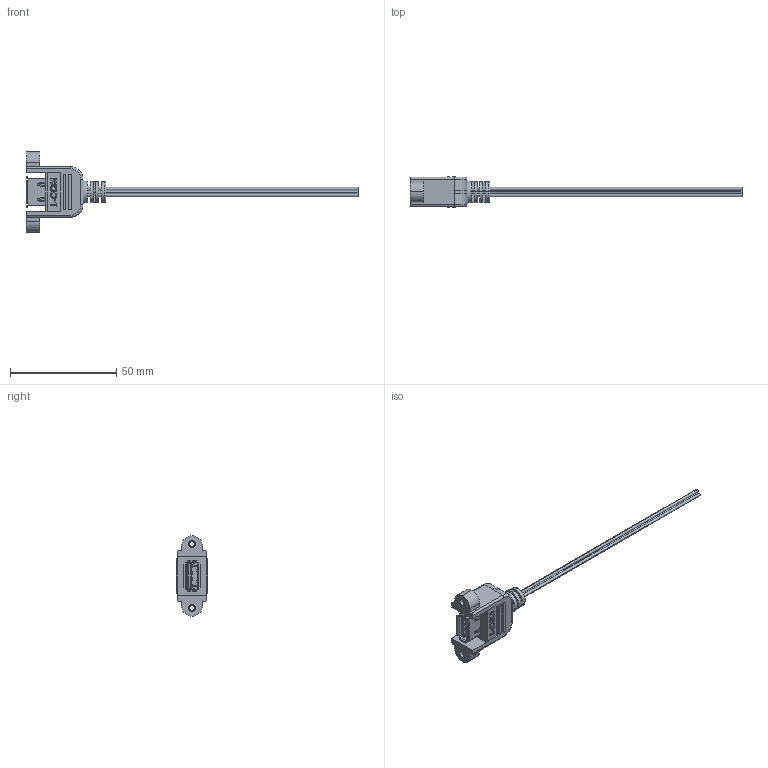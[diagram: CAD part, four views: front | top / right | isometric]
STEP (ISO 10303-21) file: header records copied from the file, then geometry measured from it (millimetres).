
FILE_DESCRIPTION (( 'STEP AP203' ), '1' );
FILE_NAME ('UPMA-LEADS.STEP', '2011-09-12T15:45:28', ( 'x' ), ( 'Microsoft' ), 'SwSTEP 2.0', 'SolidWorks 2010', '' );
FILE_SCHEMA (( 'CONFIG_CONTROL_DESIGN' ));
Length unit declared in the file: inch
Products named in the file (8): MTN-268; UPMA-LEADS; MTN-157_LARGE SR; 1AA05-008__PROPER LENGTH [14.7mm]; STKB-440-4; UPMA-MA1
Assembly tree (12 placements, depth 4):
  UPMA-LEADS
    UPMA-MA1  x5
    MTN-157_LARGE SR
      MTN-268
        1AA05-008__PROPER LENGTH [14.7mm]
        MTN-268
      STKB-440-4  x2
      MTN-157_LARGE SR
Bounding box: 156.1 x 14.8 x 38 mm (x, y, z)
Volume: 11485.2 mm3; surface area: 9034.5 mm2
Topology: 10 solids, 10 shells, 600 faces, 1570 edges, 1010 vertices
Faces by surface type: plane 336, cylinder 175, cone 64, bspline 19, torus 6
Entity records: 19826 total; most frequent: CARTESIAN_POINT 5084, ORIENTED_EDGE 2908, DIRECTION 2824, EDGE_CURVE 1454, VECTOR 1044, LINE 1044, VERTEX_POINT 946, AXIS2_PLACEMENT_3D 890
